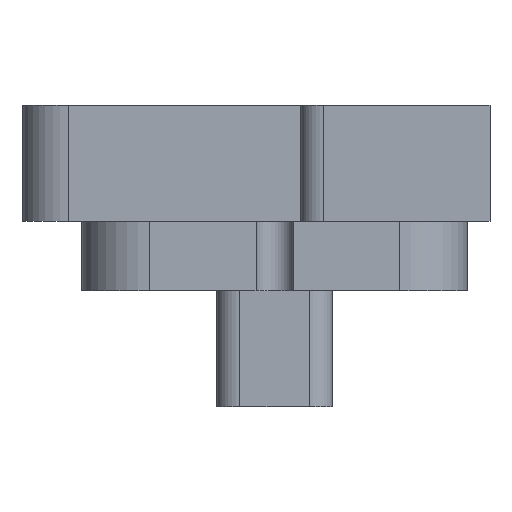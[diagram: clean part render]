
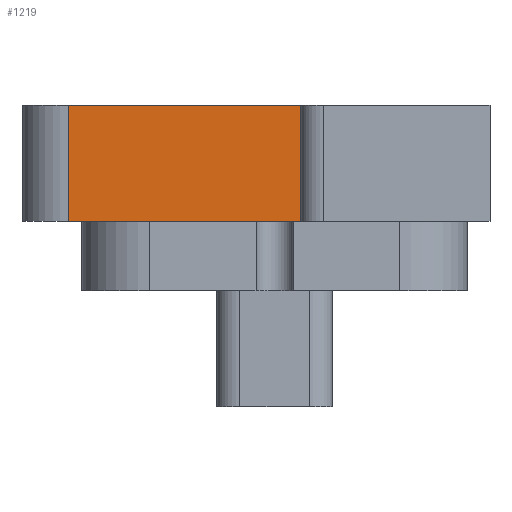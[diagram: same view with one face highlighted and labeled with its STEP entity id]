
A CAD part, front view. The second image highlights one B-rep face of the part: STEP entity #1219.
In plain terms, the highlighted planar face has unit normal (0, -1, 0).
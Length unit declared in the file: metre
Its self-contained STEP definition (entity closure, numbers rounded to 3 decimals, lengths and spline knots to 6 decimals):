
#447=ORIENTED_EDGE('',*,*,#497,.T.);
#448=ORIENTED_EDGE('',*,*,#628,.T.);
#449=ORIENTED_EDGE('',*,*,#491,.T.);
#450=ORIENTED_EDGE('',*,*,#629,.F.);
#491=EDGE_CURVE('',#658,#657,#763,.T.);
#497=EDGE_CURVE('',#664,#663,#766,.T.);
#628=EDGE_CURVE('',#663,#658,#835,.T.);
#629=EDGE_CURVE('',#664,#657,#836,.T.);
#657=VERTEX_POINT('',#1703);
#658=VERTEX_POINT('',#1705);
#663=VERTEX_POINT('',#1716);
#664=VERTEX_POINT('',#1718);
#763=LINE('',#1704,#852);
#766=LINE('',#1717,#855);
#835=LINE('',#2136,#924);
#836=LINE('',#2137,#925);
#852=VECTOR('',#1389,1.);
#855=VECTOR('',#1400,1.);
#924=VECTOR('',#1637,1.);
#925=VECTOR('',#1638,1.);
#1023=EDGE_LOOP('',(#447,#448,#449,#450));
#1124=FACE_BOUND('',#1023,.T.);
#1155=PLANE('',#1338);
#1219=ADVANCED_FACE('',(#1124),#1155,.F.);
#1338=AXIS2_PLACEMENT_3D('',#2135,#1635,#1636);
#1389=DIRECTION('',(1.,0.,0.));
#1400=DIRECTION('',(-1.,0.,0.));
#1635=DIRECTION('',(0.,1.,0.));
#1636=DIRECTION('',(0.,0.,1.));
#1637=DIRECTION('',(0.,0.,-1.));
#1638=DIRECTION('',(0.,0.,-1.));
#1703=CARTESIAN_POINT('',(0.119684,-0.299028,-0.005));
#1704=CARTESIAN_POINT('',(0.113684,-0.299028,-0.005));
#1705=CARTESIAN_POINT('',(0.109684,-0.299028,-0.005));
#1716=CARTESIAN_POINT('',(0.109684,-0.299028,0.));
#1717=CARTESIAN_POINT('',(0.118559,-0.299028,0.));
#1718=CARTESIAN_POINT('',(0.119684,-0.299028,0.));
#2135=CARTESIAN_POINT('',(0.113684,-0.299028,0.02));
#2136=CARTESIAN_POINT('',(0.109684,-0.299028,-0.005));
#2137=CARTESIAN_POINT('',(0.119684,-0.299028,0.02));
